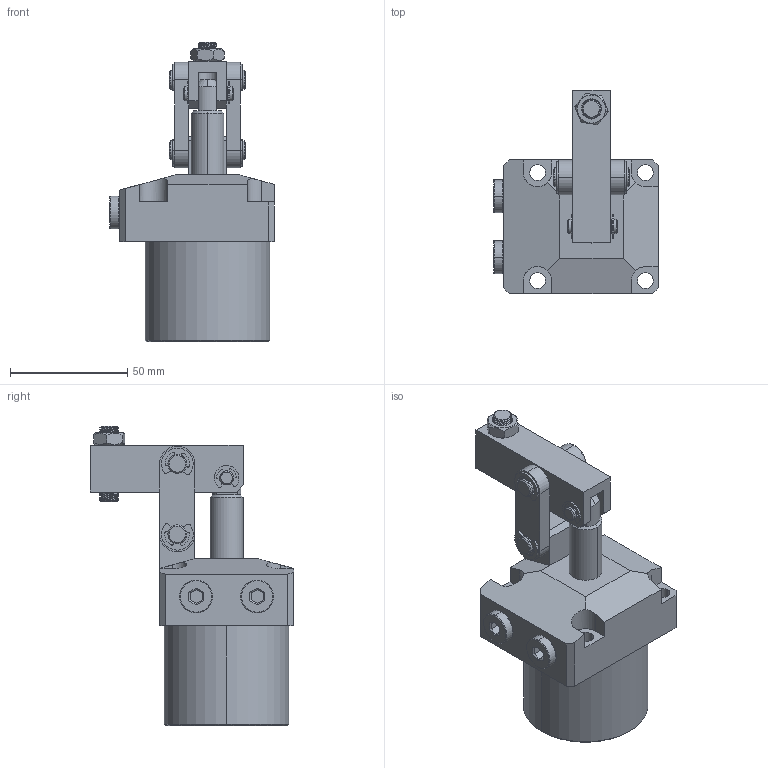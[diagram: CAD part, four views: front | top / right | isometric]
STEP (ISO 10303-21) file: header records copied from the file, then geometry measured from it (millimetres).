
FILE_DESCRIPTION (( 'STEP AP214' ), '1' );
FILE_NAME ('CLKA-055PL.STEP', '2019-04-11T03:59:17', ( '' ), ( '' ), 'SwSTEP 2.0', 'SolidWorks 2016', '' );
FILE_SCHEMA (( 'AUTOMOTIVE_DESIGN' ));
Length unit declared in the file: millimetre
Products named in the file (12): 黑芛G8-1; zhangxiao; yabi; M8luomu; luosi; liangan; huosaigan; duanxiao; 8MMdangjuan; 6MM开口挡圈; CLKA-055P-L-benti; CLKA-055PL
Assembly tree (18 placements, depth 2):
  CLKA-055PL
    CLKA-055P-L-benti
    6MM开口挡圈  x2
    8MMdangjuan  x4
    duanxiao
    huosaigan
    liangan  x2
    luosi
    M8luomu
    yabi
    zhangxiao  x2
    黑芛G8-1  x2
Bounding box: 70.2 x 86.5 x 127.45 mm (x, y, z)
Volume: 199197.5 mm3; surface area: 54736 mm2
Topology: 18 solids, 18 shells, 601 faces, 1557 edges, 1014 vertices
Faces by surface type: cylinder 327, plane 184, cone 57, bspline 21, torus 12
Entity records: 25962 total; most frequent: CARTESIAN_POINT 15076, ORIENTED_EDGE 2372, DIRECTION 1992, EDGE_CURVE 1186, VERTEX_POINT 772, AXIS2_PLACEMENT_3D 740, LINE 512, VECTOR 512
